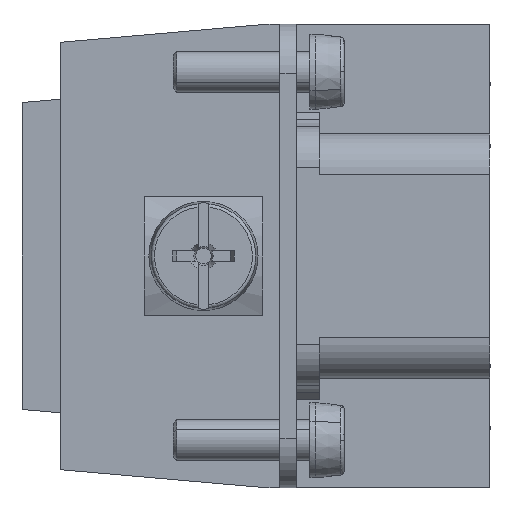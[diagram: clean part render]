
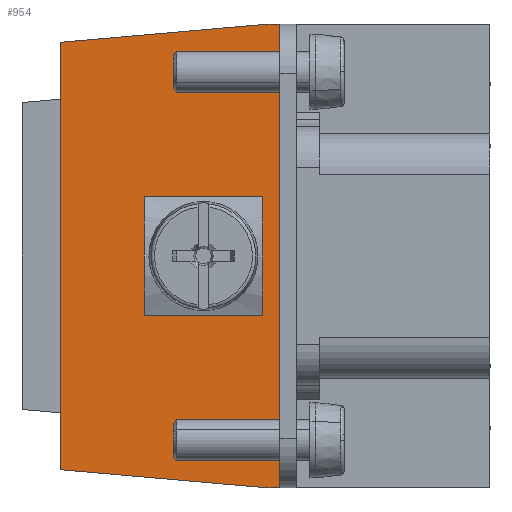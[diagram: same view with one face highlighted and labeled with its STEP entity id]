
A CAD part, left-side view. The second image highlights one B-rep face of the part: STEP entity #954.
In plain terms, the highlighted planar face has unit normal (-1, 0, 0).
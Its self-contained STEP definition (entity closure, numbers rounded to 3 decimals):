
#954=ADVANCED_FACE('',(#2969,#2970),#1522,.F.);
#1522=PLANE('',#8887);
#1883=LINE('',#12482,#2427);
#1884=LINE('',#12485,#2428);
#1885=LINE('',#12487,#2429);
#1886=LINE('',#12489,#2430);
#1887=LINE('',#12491,#2431);
#1888=LINE('',#12493,#2432);
#2427=VECTOR('',#9954,1.);
#2428=VECTOR('',#9955,1.);
#2429=VECTOR('',#9956,1.);
#2430=VECTOR('',#9957,1.);
#2431=VECTOR('',#9958,1.);
#2432=VECTOR('',#9959,1.);
#2969=FACE_BOUND('',#3380,.T.);
#2970=FACE_BOUND('',#3381,.T.);
#3380=EDGE_LOOP('',(#4241));
#3381=EDGE_LOOP('',(#4242,#4243,#4244,#4245,#4246,#4247));
#4241=ORIENTED_EDGE('',*,*,#7372,.T.);
#4242=ORIENTED_EDGE('',*,*,#7373,.T.);
#4243=ORIENTED_EDGE('',*,*,#7374,.T.);
#4244=ORIENTED_EDGE('',*,*,#7375,.F.);
#4245=ORIENTED_EDGE('',*,*,#7376,.T.);
#4246=ORIENTED_EDGE('',*,*,#7377,.T.);
#4247=ORIENTED_EDGE('',*,*,#7378,.F.);
#6539=VERTEX_POINT('',#12481);
#6540=VERTEX_POINT('',#12483);
#6541=VERTEX_POINT('',#12484);
#6542=VERTEX_POINT('',#12486);
#6543=VERTEX_POINT('',#12488);
#6544=VERTEX_POINT('',#12490);
#6545=VERTEX_POINT('',#12492);
#7372=EDGE_CURVE('',#6539,#6539,#8477,.T.);
#7373=EDGE_CURVE('',#6540,#6541,#1883,.T.);
#7374=EDGE_CURVE('',#6541,#6542,#1884,.T.);
#7375=EDGE_CURVE('',#6543,#6542,#1885,.T.);
#7376=EDGE_CURVE('',#6543,#6544,#1886,.T.);
#7377=EDGE_CURVE('',#6544,#6545,#1887,.T.);
#7378=EDGE_CURVE('',#6540,#6545,#1888,.T.);
#8477=CIRCLE('',#8886,2.);
#8886=AXIS2_PLACEMENT_3D('',#12480,#9952,#9953);
#8887=AXIS2_PLACEMENT_3D('',#12494,#9960,#9961);
#9952=DIRECTION('',(1.,0.,0.));
#9953=DIRECTION('',(0.,0.,1.));
#9954=DIRECTION('',(0.,-1.,0.));
#9955=DIRECTION('',(0.,0.,1.));
#9956=DIRECTION('',(0.,-1.,0.));
#9957=DIRECTION('',(0.,0.996,-0.087));
#9958=DIRECTION('',(0.,0.,-1.));
#9959=DIRECTION('',(0.,0.996,0.087));
#9960=DIRECTION('',(1.,0.,0.));
#9961=DIRECTION('',(0.,0.,1.));
#12480=CARTESIAN_POINT('',(-31.8,-13.3,0.));
#12481=CARTESIAN_POINT('',(-31.8,-13.3,2.));
#12482=CARTESIAN_POINT('',(-31.8,-18.69,-17.));
#12483=CARTESIAN_POINT('',(-31.8,-18.1,-17.));
#12484=CARTESIAN_POINT('',(-31.8,-18.9,-17.));
#12485=CARTESIAN_POINT('',(-31.8,-18.9,-16.573));
#12486=CARTESIAN_POINT('',(-31.8,-18.9,17.));
#12487=CARTESIAN_POINT('',(-31.8,-17.9,17.));
#12488=CARTESIAN_POINT('',(-31.8,-18.1,17.));
#12489=CARTESIAN_POINT('',(-31.8,-18.1,17.));
#12490=CARTESIAN_POINT('',(-31.8,-2.8,15.661));
#12491=CARTESIAN_POINT('',(-31.8,-2.8,8.5));
#12492=CARTESIAN_POINT('',(-31.8,-2.8,-15.661));
#12493=CARTESIAN_POINT('',(-31.8,-19.799,-17.149));
#12494=CARTESIAN_POINT('',(-31.8,-18.69,-16.573));
